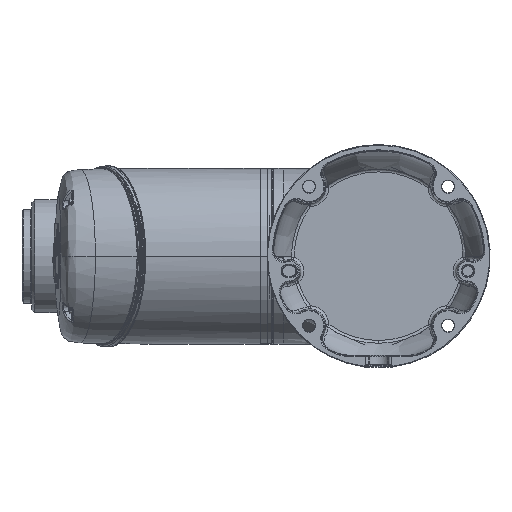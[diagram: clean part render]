
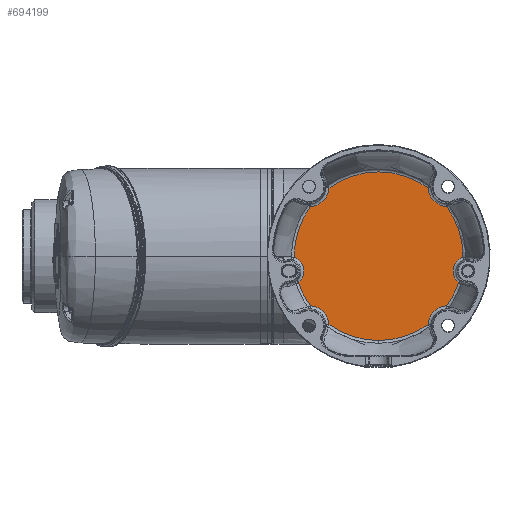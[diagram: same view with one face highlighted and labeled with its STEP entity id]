
A CAD part, front view. The second image highlights one B-rep face of the part: STEP entity #694199.
In plain terms, the highlighted planar face has unit normal (0, -1, 0).
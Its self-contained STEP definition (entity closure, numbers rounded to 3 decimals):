
#2936 = EDGE_CURVE ( 'NONE', #523027, #146256, #52415, .T. ) ;
#3457 = CIRCLE ( 'NONE', #291201, 56.623 ) ;
#6507 = CIRCLE ( 'NONE', #194188, 9.899 ) ;
#7764 = ORIENTED_EDGE ( 'NONE', *, *, #632041, .T. ) ;
#34013 = DIRECTION ( 'NONE',  ( 0., 1., 0. ) ) ;
#44628 = EDGE_CURVE ( 'NONE', #252839, #379922, #608957, .T. ) ;
#52415 = CIRCLE ( 'NONE', #291533, 56.623 ) ;
#58467 = CARTESIAN_POINT ( 'NONE',  ( 45.798, 53.5, 33.298 ) ) ;
#62401 = DIRECTION ( 'NONE',  ( 0., 0., 1. ) ) ;
#74714 = ORIENTED_EDGE ( 'NONE', *, *, #274365, .T. ) ;
#90491 = EDGE_CURVE ( 'NONE', #588599, #252839, #383107, .T. ) ;
#94467 = CARTESIAN_POINT ( 'NONE',  ( 56.619, 53.5, -0.696 ) ) ;
#95429 = DIRECTION ( 'NONE',  ( 0., -1., 0. ) ) ;
#96049 = EDGE_CURVE ( 'NONE', #229945, #636813, #398429, .T. ) ;
#99140 = DIRECTION ( 'NONE',  ( 0., 1., 0. ) ) ;
#104615 = EDGE_CURVE ( 'NONE', #520396, #523027, #488899, .T. ) ;
#140625 = CARTESIAN_POINT ( 'NONE',  ( 45.798, 53.5, -33.298 ) ) ;
#146256 = VERTEX_POINT ( 'NONE', #58467 ) ;
#147251 = PLANE ( 'NONE',  #180851 ) ;
#150168 = VERTEX_POINT ( 'NONE', #575229 ) ;
#150829 = DIRECTION ( 'NONE',  ( 0., 0., 1. ) ) ;
#151557 = DIRECTION ( 'NONE',  ( 0., 1., 0. ) ) ;
#151871 = ORIENTED_EDGE ( 'NONE', *, *, #574486, .T. ) ;
#152421 = CARTESIAN_POINT ( 'NONE',  ( 53.784, 53.5, -17.704 ) ) ;
#153189 = ORIENTED_EDGE ( 'NONE', *, *, #44628, .T. ) ;
#180514 = CARTESIAN_POINT ( 'NONE',  ( 0., 53.5, 0. ) ) ;
#180530 = CARTESIAN_POINT ( 'NONE',  ( -45.798, 53.5, -33.298 ) ) ;
#180851 = AXIS2_PLACEMENT_3D ( 'NONE', #363077, #473423, #530808 ) ;
#186383 = CIRCLE ( 'NONE', #306747, 13.399 ) ;
#189385 = ORIENTED_EDGE ( 'NONE', *, *, #104615, .T. ) ;
#194188 = AXIS2_PLACEMENT_3D ( 'NONE', #434616, #99140, #650239 ) ;
#197022 = CARTESIAN_POINT ( 'NONE',  ( -46.669, 53.5, 46.669 ) ) ;
#201967 = CARTESIAN_POINT ( 'NONE',  ( 0., 53.5, 0. ) ) ;
#206967 = AXIS2_PLACEMENT_3D ( 'NONE', #550921, #608324, #383126 ) ;
#213050 = ORIENTED_EDGE ( 'NONE', *, *, #475457, .T. ) ;
#229945 = VERTEX_POINT ( 'NONE', #612918 ) ;
#240328 = DIRECTION ( 'NONE',  ( 0., 0., 1. ) ) ;
#251619 = CARTESIAN_POINT ( 'NONE',  ( 0., 53.5, 0. ) ) ;
#252839 = VERTEX_POINT ( 'NONE', #294231 ) ;
#257357 = CIRCLE ( 'NONE', #306670, 56.623 ) ;
#258415 = CARTESIAN_POINT ( 'NONE',  ( 0., 53.5, 0. ) ) ;
#274365 = EDGE_CURVE ( 'NONE', #672615, #442231, #6507, .T. ) ;
#291201 = AXIS2_PLACEMENT_3D ( 'NONE', #337988, #558500, #62401 ) ;
#291533 = AXIS2_PLACEMENT_3D ( 'NONE', #258415, #95429, #426196 ) ;
#294231 = CARTESIAN_POINT ( 'NONE',  ( 33.298, 53.5, -45.798 ) ) ;
#295747 = CIRCLE ( 'NONE', #327955, 56.623 ) ;
#299021 = VERTEX_POINT ( 'NONE', #488819 ) ;
#306670 = AXIS2_PLACEMENT_3D ( 'NONE', #251619, #479364, #150829 ) ;
#306747 = AXIS2_PLACEMENT_3D ( 'NONE', #627805, #412174, #349972 ) ;
#314793 = DIRECTION ( 'NONE',  ( 0., 0., 1. ) ) ;
#326251 = ORIENTED_EDGE ( 'NONE', *, *, #585249, .T. ) ;
#327955 = AXIS2_PLACEMENT_3D ( 'NONE', #180514, #453896, #240328 ) ;
#329520 = DIRECTION ( 'NONE',  ( 0., 0., 1. ) ) ;
#331899 = DIRECTION ( 'NONE',  ( 0., -1., 0. ) ) ;
#337988 = CARTESIAN_POINT ( 'NONE',  ( 0., 53.5, 0. ) ) ;
#345415 = CARTESIAN_POINT ( 'NONE',  ( -56.619, 53.5, -0.696 ) ) ;
#345706 = AXIS2_PLACEMENT_3D ( 'NONE', #660188, #331899, #329520 ) ;
#349972 = DIRECTION ( 'NONE',  ( 0., 0., 1. ) ) ;
#354403 = CIRCLE ( 'NONE', #345706, 56.623 ) ;
#360541 = CARTESIAN_POINT ( 'NONE',  ( 46.669, 53.5, -46.669 ) ) ;
#363077 = CARTESIAN_POINT ( 'NONE',  ( -38.8, 53.5, 29.926 ) ) ;
#374173 = ORIENTED_EDGE ( 'NONE', *, *, #491592, .T. ) ;
#379922 = VERTEX_POINT ( 'NONE', #140625 ) ;
#380250 = CARTESIAN_POINT ( 'NONE',  ( 0., 53.5, -56.623 ) ) ;
#383107 = CIRCLE ( 'NONE', #603218, 56.623 ) ;
#383126 = DIRECTION ( 'NONE',  ( 0., 0., 1. ) ) ;
#397418 = DIRECTION ( 'NONE',  ( 0., 0., 1. ) ) ;
#398429 = CIRCLE ( 'NONE', #700667, 13.399 ) ;
#412174 = DIRECTION ( 'NONE',  ( 0., 1., 0. ) ) ;
#426196 = DIRECTION ( 'NONE',  ( 0., 0., 1. ) ) ;
#434616 = CARTESIAN_POINT ( 'NONE',  ( -60., 53.5, -10. ) ) ;
#442231 = VERTEX_POINT ( 'NONE', #551416 ) ;
#443512 = EDGE_LOOP ( 'NONE', ( #541569, #213050, #74714, #326251, #444749, #7764, #574001, #153189, #151871, #189385, #580835, #374173, #676977 ) ) ;
#444749 = ORIENTED_EDGE ( 'NONE', *, *, #638021, .T. ) ;
#450020 = CARTESIAN_POINT ( 'NONE',  ( -45.798, 53.5, 33.298 ) ) ;
#453896 = DIRECTION ( 'NONE',  ( 0., -1., 0. ) ) ;
#473423 = DIRECTION ( 'NONE',  ( 0., 1., 0. ) ) ;
#475457 = EDGE_CURVE ( '����22', #636813, #672615, #354403, .T. ) ;
#479364 = DIRECTION ( 'NONE',  ( 0., -1., 0. ) ) ;
#480087 = CARTESIAN_POINT ( 'NONE',  ( 60., 53.5, -10. ) ) ;
#488819 = CARTESIAN_POINT ( 'NONE',  ( -33.298, 53.5, -45.798 ) ) ;
#488899 = CIRCLE ( 'NONE', #588324, 9.899 ) ;
#491592 = EDGE_CURVE ( 'NONE', #146256, #150168, #598199, .T. ) ;
#520396 = VERTEX_POINT ( 'NONE', #152421 ) ;
#523027 = VERTEX_POINT ( 'NONE', #94467 ) ;
#530808 = DIRECTION ( 'NONE',  ( 0., 0., 1. ) ) ;
#536438 = VERTEX_POINT ( 'NONE', #180530 ) ;
#541569 = ORIENTED_EDGE ( 'NONE', *, *, #96049, .T. ) ;
#550921 = CARTESIAN_POINT ( 'NONE',  ( 46.669, 53.5, 46.669 ) ) ;
#551416 = CARTESIAN_POINT ( 'NONE',  ( -53.784, 53.5, -17.704 ) ) ;
#558500 = DIRECTION ( 'NONE',  ( 0., -1., 0. ) ) ;
#574001 = ORIENTED_EDGE ( 'NONE', *, *, #90491, .T. ) ;
#574486 = EDGE_CURVE ( 'NONE', #379922, #520396, #257357, .T. ) ;
#575229 = CARTESIAN_POINT ( 'NONE',  ( 33.298, 53.5, 45.798 ) ) ;
#580835 = ORIENTED_EDGE ( 'NONE', *, *, #2936, .T. ) ;
#584461 = EDGE_CURVE ( '����11', #150168, #229945, #295747, .T. ) ;
#585249 = EDGE_CURVE ( 'NONE', #442231, #536438, #3457, .T. ) ;
#585427 = DIRECTION ( 'NONE',  ( 0., -1., 0. ) ) ;
#588324 = AXIS2_PLACEMENT_3D ( 'NONE', #480087, #151557, #642868 ) ;
#588599 = VERTEX_POINT ( 'NONE', #380250 ) ;
#598199 = CIRCLE ( 'NONE', #206967, 13.399 ) ;
#603218 = AXIS2_PLACEMENT_3D ( 'NONE', #201967, #585427, #640472 ) ;
#608324 = DIRECTION ( 'NONE',  ( 0., 1., 0. ) ) ;
#608957 = CIRCLE ( 'NONE', #696700, 13.399 ) ;
#612918 = CARTESIAN_POINT ( 'NONE',  ( -33.298, 53.5, 45.798 ) ) ;
#615451 = DIRECTION ( 'NONE',  ( 0., -1., 0. ) ) ;
#617394 = AXIS2_PLACEMENT_3D ( 'NONE', #665801, #615451, #397418 ) ;
#627805 = CARTESIAN_POINT ( 'NONE',  ( -46.669, 53.5, -46.669 ) ) ;
#632041 = EDGE_CURVE ( 'NONE', #299021, #588599, #686102, .T. ) ;
#636813 = VERTEX_POINT ( 'NONE', #450020 ) ;
#638021 = EDGE_CURVE ( 'NONE', #536438, #299021, #186383, .T. ) ;
#640472 = DIRECTION ( 'NONE',  ( 0., 0., 1. ) ) ;
#642840 = FACE_OUTER_BOUND ( 'NONE', #443512, .T. ) ;
#642868 = DIRECTION ( 'NONE',  ( 0., 0., 1. ) ) ;
#643100 = DIRECTION ( 'NONE',  ( 0., 1., 0. ) ) ;
#650239 = DIRECTION ( 'NONE',  ( 0., 0., 1. ) ) ;
#660188 = CARTESIAN_POINT ( 'NONE',  ( 0., 53.5, 0. ) ) ;
#665801 = CARTESIAN_POINT ( 'NONE',  ( 0., 53.5, 0. ) ) ;
#672615 = VERTEX_POINT ( 'NONE', #345415 ) ;
#676977 = ORIENTED_EDGE ( 'NONE', *, *, #584461, .T. ) ;
#683563 = DIRECTION ( 'NONE',  ( 0., 0., 1. ) ) ;
#686102 = CIRCLE ( 'NONE', #617394, 56.623 ) ;
#694199 = ADVANCED_FACE ( 'NONE', ( #642840 ), #147251, .F. ) ;
#696700 = AXIS2_PLACEMENT_3D ( 'NONE', #360541, #643100, #314793 ) ;
#700667 = AXIS2_PLACEMENT_3D ( 'NONE', #197022, #34013, #683563 ) ;
